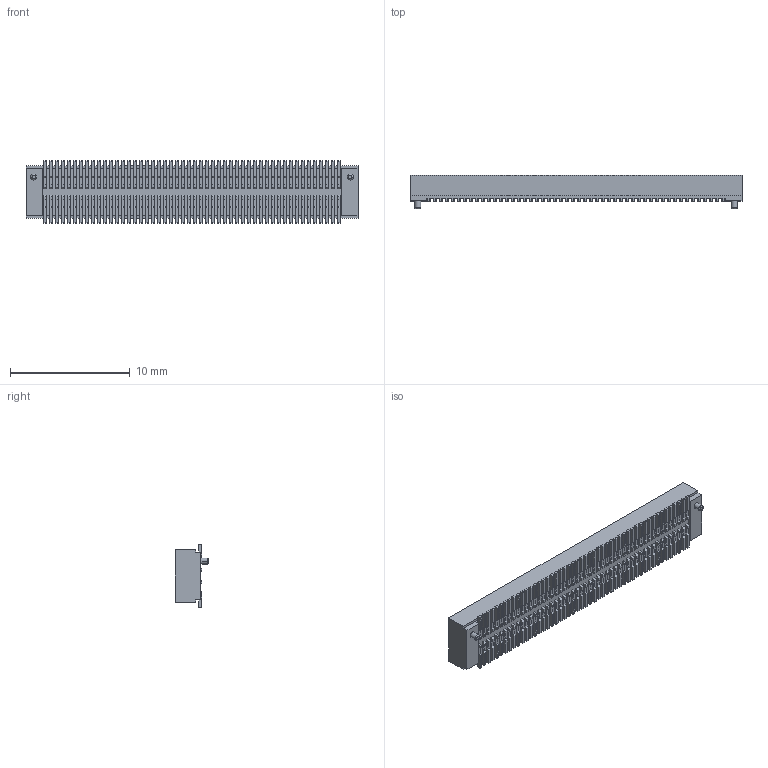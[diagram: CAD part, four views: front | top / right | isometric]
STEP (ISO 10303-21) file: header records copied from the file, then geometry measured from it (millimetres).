
FILE_DESCRIPTION((''),'2;1');
FILE_NAME('FBB05002-F100-H22','2020-10-19T',('gongcheng6'),(''),'PRO/ENGINEER BY PARAMETRIC TECHNOLOGY CORPORATION, 2010280','PRO/ENGINEER BY PARAMETRIC TECHNOLOGY CORPORATION, 2010280','');
FILE_SCHEMA(('CONFIG_CONTROL_DESIGN'));
Length unit declared in the file: millimetre
Products named in the file (1): FBB05002-F100-H22
Bounding box: 27.7 x 2.8 x 5.2 mm (x, y, z)
Volume: 181.3 mm3; surface area: 687.4 mm2
Topology: 1 solids, 1 shells, 1434 faces, 4080 edges, 2652 vertices
Faces by surface type: plane 1226, cylinder 204, torus 4
Entity records: 45806 total; most frequent: CARTESIAN_POINT 8166, ORIENTED_EDGE 8160, DIRECTION 7364, EDGE_CURVE 4080, VECTOR 3664, LINE 3664, VERTEX_POINT 2652, AXIS2_PLACEMENT_3D 1850
